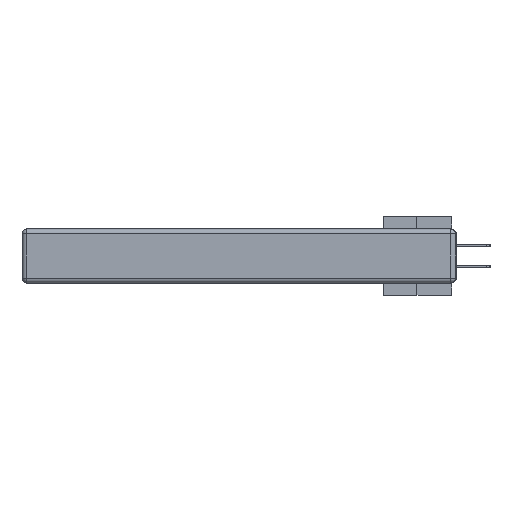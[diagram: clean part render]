
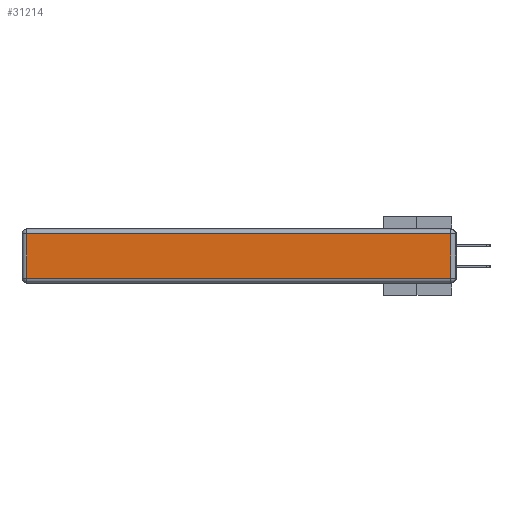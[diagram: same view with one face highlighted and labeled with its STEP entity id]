
A CAD part, left-side view. The second image highlights one B-rep face of the part: STEP entity #31214.
In plain terms, the highlighted planar face has unit normal (-1, 0, 0).
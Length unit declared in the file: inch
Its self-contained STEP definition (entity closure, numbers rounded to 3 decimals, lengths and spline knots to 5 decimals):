
#105 = CARTESIAN_POINT ( 'NONE',  ( 0., 0.03, -0.03 ) ) ;
#2323 = DIRECTION ( 'NONE',  ( 0., 0., 1. ) ) ;
#2673 = DIRECTION ( 'NONE',  ( 0., -1., 0. ) ) ;
#4909 = DIRECTION ( 'NONE',  ( 0., 0., -1. ) ) ;
#6422 = FACE_OUTER_BOUND ( 'NONE', #11793, .T. ) ;
#9120 = VECTOR ( 'NONE', #21068, 39.37008 ) ;
#9209 = CARTESIAN_POINT ( 'NONE',  ( 0., 0.03, -0.343 ) ) ;
#9842 = CARTESIAN_POINT ( 'NONE',  ( 0., 0., -0.313 ) ) ;
#11793 = EDGE_LOOP ( 'NONE', ( #35030, #17669, #47683, #37654 ) ) ;
#12482 = CARTESIAN_POINT ( 'NONE',  ( 0., 2.72, -0.03 ) ) ;
#13582 = DIRECTION ( 'NONE',  ( -1., 0., 0. ) ) ;
#13942 = EDGE_CURVE ( 'NONE', #22299, #25520, #35191, .T. ) ;
#14817 = VERTEX_POINT ( 'NONE', #21130 ) ;
#15406 = LINE ( 'NONE', #9209, #40807 ) ;
#16669 = DIRECTION ( 'NONE',  ( 0., 0., 1. ) ) ;
#16918 = PLANE ( 'NONE',  #45989 ) ;
#17288 = CARTESIAN_POINT ( 'NONE',  ( 0., 2.75, -0.03 ) ) ;
#17669 = ORIENTED_EDGE ( 'NONE', *, *, #39257, .T. ) ;
#21068 = DIRECTION ( 'NONE',  ( 0., 1., 0. ) ) ;
#21130 = CARTESIAN_POINT ( 'NONE',  ( 0., 0.03, -0.313 ) ) ;
#22047 = LINE ( 'NONE', #9842, #47539 ) ;
#22299 = VERTEX_POINT ( 'NONE', #105 ) ;
#23328 = VERTEX_POINT ( 'NONE', #29857 ) ;
#25520 = VERTEX_POINT ( 'NONE', #12482 ) ;
#27083 = CARTESIAN_POINT ( 'NONE',  ( 0., 2.72, -0.343 ) ) ;
#29857 = CARTESIAN_POINT ( 'NONE',  ( 0., 2.72, -0.313 ) ) ;
#30747 = VECTOR ( 'NONE', #4909, 39.37008 ) ;
#31214 = ADVANCED_FACE ( 'NONE', ( #6422 ), #16918, .T. ) ;
#35030 = ORIENTED_EDGE ( 'NONE', *, *, #46269, .T. ) ;
#35191 = LINE ( 'NONE', #17288, #9120 ) ;
#37654 = ORIENTED_EDGE ( 'NONE', *, *, #48163, .T. ) ;
#39257 = EDGE_CURVE ( 'NONE', #14817, #22299, #15406, .T. ) ;
#40807 = VECTOR ( 'NONE', #16669, 39.37008 ) ;
#43189 = LINE ( 'NONE', #27083, #30747 ) ;
#45989 = AXIS2_PLACEMENT_3D ( 'NONE', #47675, #13582, #2323 ) ;
#46269 = EDGE_CURVE ( 'NONE', #23328, #14817, #22047, .T. ) ;
#47539 = VECTOR ( 'NONE', #2673, 39.37008 ) ;
#47675 = CARTESIAN_POINT ( 'NONE',  ( 0., 0., -0.343 ) ) ;
#47683 = ORIENTED_EDGE ( 'NONE', *, *, #13942, .T. ) ;
#48163 = EDGE_CURVE ( 'NONE', #25520, #23328, #43189, .T. ) ;
